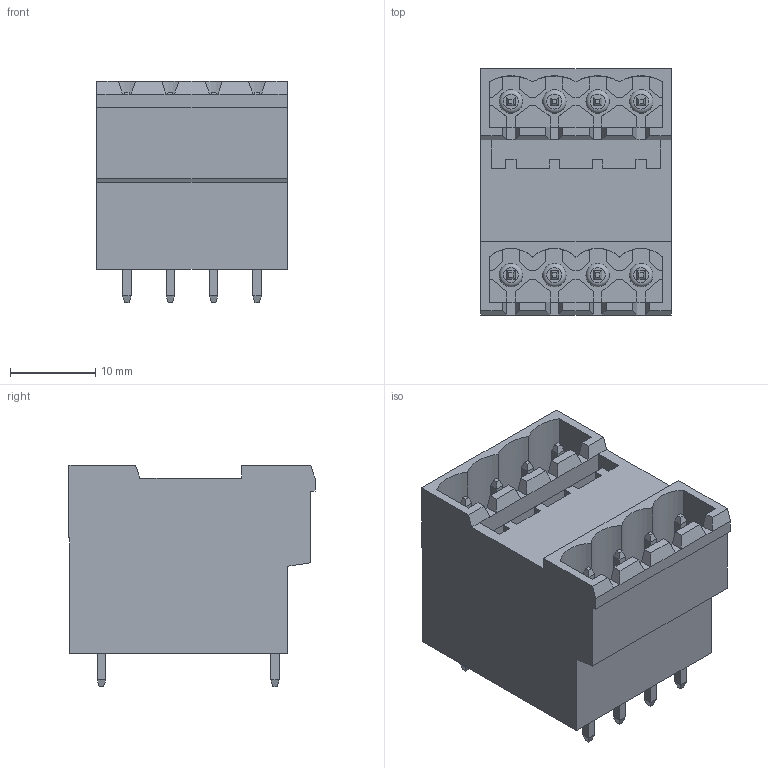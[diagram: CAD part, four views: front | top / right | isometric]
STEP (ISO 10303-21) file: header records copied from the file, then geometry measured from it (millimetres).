
FILE_DESCRIPTION( ( 'Unknown' ), '1' );
FILE_NAME( '691333500008.stp', 'Unknown', ( 'Quentin LAIDEBEUR' ), ( 'WE' ), 'PSStep 15.0.49', 'Sample-box', ' ' );
FILE_SCHEMA( ( 'AUTOMOTIVE_DESIGN { 1 0 10303 214 1 1 1 1 }' ) );
Length unit declared in the file: millimetre
Products named in the file (4): Assem1; 691333500008; 6913335000xx_PIN; 691333500008_CAPOT
Assembly tree (10 placements, depth 2):
  Assem1
    691333500008
    6913335000xx_PIN  x8
    691333500008_CAPOT
Bounding box: 22.32 x 28.8 x 25.9 mm (x, y, z)
Volume: 4959.1 mm3; surface area: 9474.5 mm2
Topology: 10 solids, 10 shells, 578 faces, 1554 edges, 1006 vertices
Faces by surface type: plane 536, cylinder 34, torus 8
Full cylindrical faces by diameter (mm): 1.7 x6, 2.75 x8
Entity records: 19098 total; most frequent: CARTESIAN_POINT 2705, ORIENTED_EDGE 2656, DIRECTION 2402, EDGE_CURVE 1328, LINE 1236, VECTOR 1236, VERTEX_POINT 886, AXIS2_PLACEMENT_3D 583
